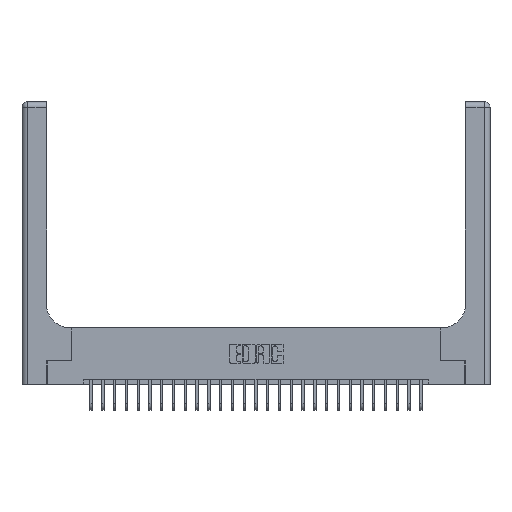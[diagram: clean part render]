
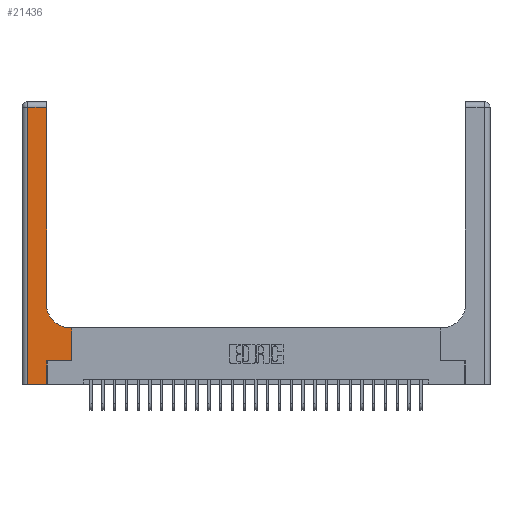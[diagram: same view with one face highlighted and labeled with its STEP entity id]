
A CAD part, top view. The second image highlights one B-rep face of the part: STEP entity #21436.
In plain terms, the highlighted planar face has unit normal (0, 0, 1).
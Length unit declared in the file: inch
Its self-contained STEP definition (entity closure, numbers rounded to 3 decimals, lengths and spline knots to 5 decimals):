
#238 = LINE ( 'NONE', #16184, #10278 ) ;
#765 = VECTOR ( 'NONE', #17122, 39.37008 ) ;
#770 = DIRECTION ( 'NONE',  ( 0., 0., -1. ) ) ;
#1245 = ORIENTED_EDGE ( 'NONE', *, *, #1352, .T. ) ;
#1352 = EDGE_CURVE ( 'NONE', #11463, #10006, #12116, .T. ) ;
#1457 = CARTESIAN_POINT ( 'NONE',  ( 0.265, 0., 0.37 ) ) ;
#1546 = ORIENTED_EDGE ( 'NONE', *, *, #12453, .T. ) ;
#1963 = AXIS2_PLACEMENT_3D ( 'NONE', #7982, #19689, #9642 ) ;
#2406 = VECTOR ( 'NONE', #19091, 39.37008 ) ;
#2502 = ORIENTED_EDGE ( 'NONE', *, *, #23693, .T. ) ;
#2522 = CARTESIAN_POINT ( 'NONE',  ( 0.528, 0.25, 0.37 ) ) ;
#2644 = CARTESIAN_POINT ( 'NONE',  ( 0.51, 0.6, 0.37 ) ) ;
#3520 = VERTEX_POINT ( 'NONE', #5192 ) ;
#4098 = VECTOR ( 'NONE', #15871, 39.37008 ) ;
#5192 = CARTESIAN_POINT ( 'NONE',  ( 0.528, 0.25, 0.37 ) ) ;
#5260 = CARTESIAN_POINT ( 'NONE',  ( 0.06, 3., 0.37 ) ) ;
#5590 = CARTESIAN_POINT ( 'NONE',  ( 0.06, 0., 0.37 ) ) ;
#5672 = CARTESIAN_POINT ( 'NONE',  ( 0.26, 0.85, 0.37 ) ) ;
#5819 = EDGE_CURVE ( 'NONE', #10006, #6164, #238, .T. ) ;
#6152 = DIRECTION ( 'NONE',  ( -1., 0., 0. ) ) ;
#6164 = VERTEX_POINT ( 'NONE', #9476 ) ;
#6557 = VERTEX_POINT ( 'NONE', #25160 ) ;
#6762 = LINE ( 'NONE', #2522, #8460 ) ;
#6773 = EDGE_CURVE ( 'NONE', #6164, #7861, #19992, .T. ) ;
#7389 = LINE ( 'NONE', #1457, #2406 ) ;
#7861 = VERTEX_POINT ( 'NONE', #5590 ) ;
#7982 = CARTESIAN_POINT ( 'NONE',  ( 0., 3., 0.37 ) ) ;
#8014 = ORIENTED_EDGE ( 'NONE', *, *, #16723, .T. ) ;
#8109 = CARTESIAN_POINT ( 'NONE',  ( 0.26, 3., 0.37 ) ) ;
#8125 = CARTESIAN_POINT ( 'NONE',  ( 0., 0., 0.37 ) ) ;
#8460 = VECTOR ( 'NONE', #18098, 39.37008 ) ;
#8533 = EDGE_CURVE ( 'NONE', #6557, #3520, #13700, .T. ) ;
#8755 = VECTOR ( 'NONE', #19592, 39.37008 ) ;
#9476 = CARTESIAN_POINT ( 'NONE',  ( 0.06, 2.94, 0.37 ) ) ;
#9635 = EDGE_CURVE ( 'NONE', #19256, #6557, #7389, .T. ) ;
#9642 = DIRECTION ( 'NONE',  ( -1., 0., 0. ) ) ;
#9893 = VECTOR ( 'NONE', #12874, 39.37008 ) ;
#9911 = PLANE ( 'NONE',  #1963 ) ;
#10006 = VERTEX_POINT ( 'NONE', #18182 ) ;
#10278 = VECTOR ( 'NONE', #6152, 39.37008 ) ;
#10862 = CARTESIAN_POINT ( 'NONE',  ( 0.265, 0., 0.37 ) ) ;
#11078 = CARTESIAN_POINT ( 'NONE',  ( 0.26, 0.6, 0.37 ) ) ;
#11463 = VERTEX_POINT ( 'NONE', #5672 ) ;
#12116 = LINE ( 'NONE', #8109, #13255 ) ;
#12376 = LINE ( 'NONE', #8125, #4098 ) ;
#12453 = EDGE_CURVE ( 'NONE', #3520, #20910, #6762, .T. ) ;
#12874 = DIRECTION ( 'NONE',  ( 0., -1., 0. ) ) ;
#13255 = VECTOR ( 'NONE', #20083, 39.37008 ) ;
#13594 = ORIENTED_EDGE ( 'NONE', *, *, #9635, .T. ) ;
#13665 = EDGE_LOOP ( 'NONE', ( #1245, #14034, #23123, #2502, #13594, #16219, #1546, #24003, #8014 ) ) ;
#13700 = LINE ( 'NONE', #23343, #8755 ) ;
#14034 = ORIENTED_EDGE ( 'NONE', *, *, #5819, .T. ) ;
#15662 = AXIS2_PLACEMENT_3D ( 'NONE', #20449, #770, #16233 ) ;
#15871 = DIRECTION ( 'NONE',  ( 1., 0., 0. ) ) ;
#15873 = CARTESIAN_POINT ( 'NONE',  ( 0.528, 0.6, 0.37 ) ) ;
#16184 = CARTESIAN_POINT ( 'NONE',  ( 0., 2.94, 0.37 ) ) ;
#16219 = ORIENTED_EDGE ( 'NONE', *, *, #8533, .T. ) ;
#16233 = DIRECTION ( 'NONE',  ( 1., 0., 0. ) ) ;
#16723 = EDGE_CURVE ( 'NONE', #24716, #11463, #21809, .T. ) ;
#17122 = DIRECTION ( 'NONE',  ( -1., 0., 0. ) ) ;
#17393 = LINE ( 'NONE', #11078, #765 ) ;
#18005 = FACE_OUTER_BOUND ( 'NONE', #13665, .T. ) ;
#18098 = DIRECTION ( 'NONE',  ( 0., 1., 0. ) ) ;
#18182 = CARTESIAN_POINT ( 'NONE',  ( 0.26, 2.94, 0.37 ) ) ;
#19091 = DIRECTION ( 'NONE',  ( 0., 1., 0. ) ) ;
#19256 = VERTEX_POINT ( 'NONE', #10862 ) ;
#19592 = DIRECTION ( 'NONE',  ( 1., 0., 0. ) ) ;
#19689 = DIRECTION ( 'NONE',  ( 0., 0., -1. ) ) ;
#19992 = LINE ( 'NONE', #5260, #9893 ) ;
#20083 = DIRECTION ( 'NONE',  ( 0., 1., 0. ) ) ;
#20449 = CARTESIAN_POINT ( 'NONE',  ( 0.51, 0.85, 0.37 ) ) ;
#20910 = VERTEX_POINT ( 'NONE', #15873 ) ;
#21213 = EDGE_CURVE ( 'NONE', #20910, #24716, #17393, .T. ) ;
#21436 = ADVANCED_FACE ( 'NONE', ( #18005 ), #9911, .F. ) ;
#21809 = CIRCLE ( 'NONE', #15662, 0.25 ) ;
#23123 = ORIENTED_EDGE ( 'NONE', *, *, #6773, .T. ) ;
#23343 = CARTESIAN_POINT ( 'NONE',  ( 0.265, 0.25, 0.37 ) ) ;
#23693 = EDGE_CURVE ( 'NONE', #7861, #19256, #12376, .T. ) ;
#24003 = ORIENTED_EDGE ( 'NONE', *, *, #21213, .T. ) ;
#24716 = VERTEX_POINT ( 'NONE', #2644 ) ;
#25160 = CARTESIAN_POINT ( 'NONE',  ( 0.265, 0.25, 0.37 ) ) ;
